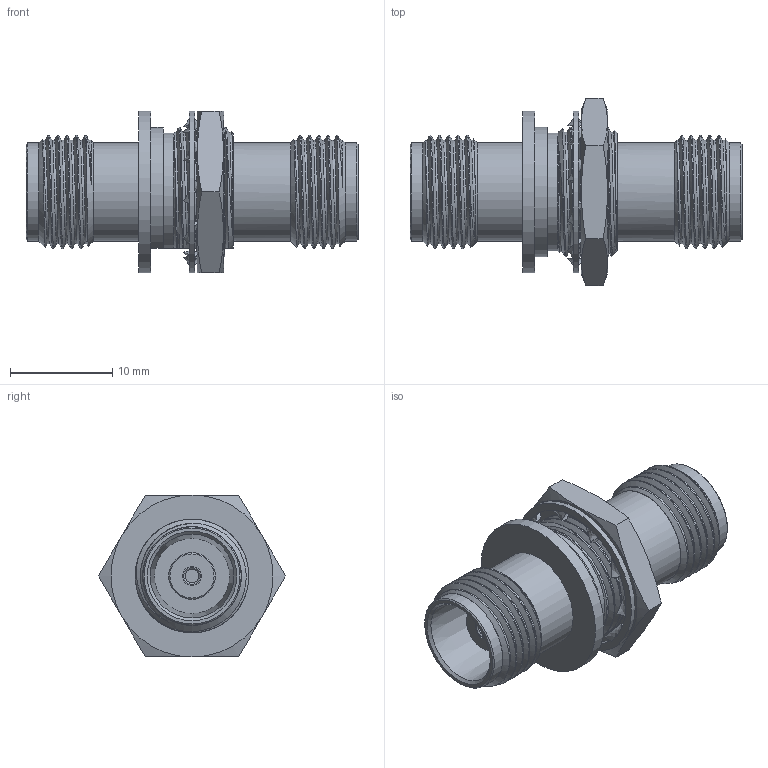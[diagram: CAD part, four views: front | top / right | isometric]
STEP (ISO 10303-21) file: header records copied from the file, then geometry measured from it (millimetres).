
FILE_DESCRIPTION (( 'STEP AP203' ), '1' );
FILE_NAME ('SM5720.step', '2020-01-14T17:51:52', ( '' ), ( '' ), 'SwSTEP 2.0', 'SolidWorks 2018', '' );
FILE_SCHEMA (( 'CONFIG_CONTROL_DESIGN' ));
Length unit declared in the file: inch
Products named in the file (1): SM5720
Bounding box: 32.54 x 18.33 x 15.88 mm (x, y, z)
Volume: 2628.9 mm3; surface area: 3064.8 mm2
Topology: 3 solids, 3 shells, 236 faces, 649 edges, 432 vertices
Faces by surface type: plane 85, bspline 72, cylinder 41, cone 38
Full cylindrical faces by diameter (mm): 1.346 x2, 1.854 x2, 4.572 x2, 9.652 x4, 15.875 x2
Entity records: 18092 total; most frequent: CARTESIAN_POINT 12927, ORIENTED_EDGE 1210, DIRECTION 819, EDGE_CURVE 605, VERTEX_POINT 414, AXIS2_PLACEMENT_3D 310, EDGE_LOOP 275, FACE_OUTER_BOUND 246
